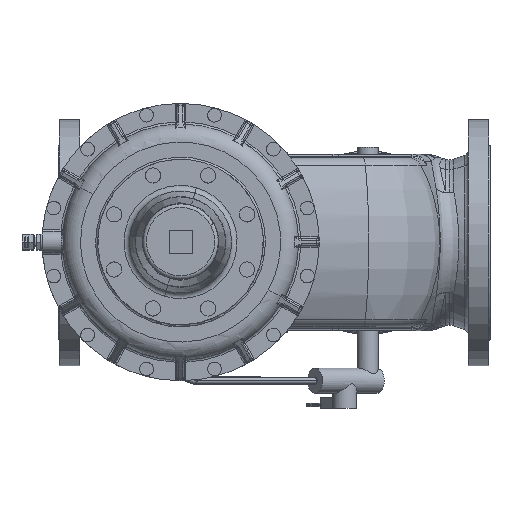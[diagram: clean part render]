
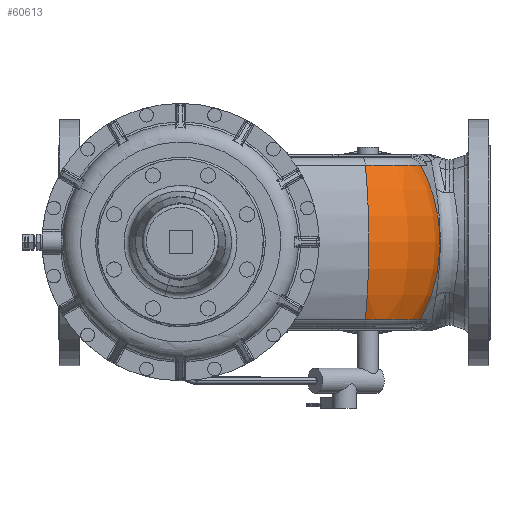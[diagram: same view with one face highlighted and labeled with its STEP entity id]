
A CAD part, top view. The second image highlights one B-rep face of the part: STEP entity #60613.
In plain terms, the highlighted face is a revolution surface.
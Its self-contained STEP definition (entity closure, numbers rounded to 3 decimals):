
#53503=CARTESIAN_POINT('Vertex',(256.859,-107.25,195.612)) ;
#55947=CARTESIAN_POINT('Vertex',(256.859,107.25,195.612)) ;
#56119=CARTESIAN_POINT('Axis2P3D Location',(240.,107.25,100.)) ;
#56123=CARTESIAN_POINT('Vertex',(333.779,107.25,125.128)) ;
#56145=CARTESIAN_POINT('Axis2P3D Location',(223.503,0.,6.443)) ;
#56173=CARTESIAN_POINT('Vertex',(333.779,-107.25,125.128)) ;
#56176=CARTESIAN_POINT('Axis2P3D Location',(240.,-107.25,100.)) ;
#60589=CARTESIAN_POINT('Control Point',(256.859,-107.25,195.612)) ;
#60590=CARTESIAN_POINT('Control Point',(260.652,-68.124,217.126)) ;
#60591=CARTESIAN_POINT('Control Point',(262.717,-23.436,228.837)) ;
#60592=CARTESIAN_POINT('Control Point',(262.717,23.436,228.837)) ;
#60593=CARTESIAN_POINT('Control Point',(260.652,68.124,217.126)) ;
#60594=CARTESIAN_POINT('Control Point',(256.859,107.25,195.612)) ;
#60595=CARTESIAN_POINT('Axis1P Location',(240.,0.,100.)) ;
#60600=CARTESIAN_POINT('Control Point',(333.779,-107.25,125.128)) ;
#60601=CARTESIAN_POINT('Control Point',(354.88,-68.124,130.782)) ;
#60602=CARTESIAN_POINT('Control Point',(366.366,-23.436,133.86)) ;
#60603=CARTESIAN_POINT('Control Point',(366.366,23.436,133.86)) ;
#60604=CARTESIAN_POINT('Control Point',(354.88,68.124,130.782)) ;
#60605=CARTESIAN_POINT('Control Point',(333.779,107.25,125.128)) ;
#56120=DIRECTION('Axis2P3D Direction',(0.,-1.,0.)) ;
#56146=DIRECTION('Axis2P3D Direction',(-0.985,0.,0.174)) ;
#56177=DIRECTION('Axis2P3D Direction',(0.,-1.,-0.)) ;
#60596=DIRECTION('Axis1P Direction',(-0.,1.,0.)) ;
#56121=AXIS2_PLACEMENT_3D('Circle Axis2P3D',#56119,#56120,$) ;
#56147=AXIS2_PLACEMENT_3D('Circle Axis2P3D',#56145,#56146,$) ;
#56178=AXIS2_PLACEMENT_3D('Circle Axis2P3D',#56176,#56177,$) ;
#60608=ORIENTED_EDGE('',*,*,#56125,.F.) ;
#60609=ORIENTED_EDGE('',*,*,#56149,.T.) ;
#60610=ORIENTED_EDGE('',*,*,#56180,.T.) ;
#60611=ORIENTED_EDGE('',*,*,#60606,.F.) ;
#60613=ADVANCED_FACE('Brep With Voids',(#60612),#60598,.T.) ;
#60597=AXIS1_PLACEMENT('Revolution Surface Axis1P',#60595,#60596) ;
#60588=B_SPLINE_CURVE_WITH_KNOTS('',5,(#60589,#60590,#60591,#60592,#60593,#60594),.UNSPECIFIED.,.F.,.U.,(6,6),(233.546,462.527),.UNSPECIFIED.) ;
#60599=B_SPLINE_CURVE_WITH_KNOTS('',5,(#60600,#60601,#60602,#60603,#60604,#60605),.UNSPECIFIED.,.F.,.U.,(6,6),(233.546,462.527),.UNSPECIFIED.) ;
#56122=CIRCLE('generated circle',#56121,97.087) ;
#56148=CIRCLE('generated circle',#56147,220.) ;
#56179=CIRCLE('generated circle',#56178,97.087) ;
#56125=EDGE_CURVE('',#55948,#56124,#56122,.F.) ;
#56149=EDGE_CURVE('',#55948,#53504,#56148,.F.) ;
#56180=EDGE_CURVE('',#53504,#56174,#56179,.F.) ;
#60606=EDGE_CURVE('',#56124,#56174,#60599,.F.) ;
#60607=EDGE_LOOP('',(#60608,#60609,#60610,#60611)) ;
#60612=FACE_OUTER_BOUND('',#60607,.T.) ;
#60598=SURFACE_OF_REVOLUTION('Surface of Revolution',#60588,#60597) ;
#53504=VERTEX_POINT('',#53503) ;
#55948=VERTEX_POINT('',#55947) ;
#56124=VERTEX_POINT('',#56123) ;
#56174=VERTEX_POINT('',#56173) ;
